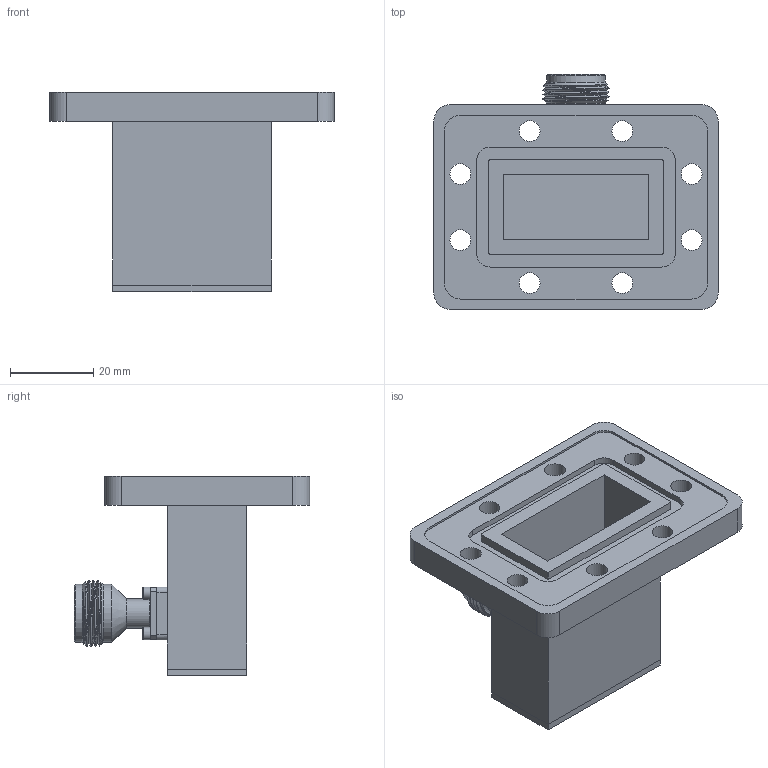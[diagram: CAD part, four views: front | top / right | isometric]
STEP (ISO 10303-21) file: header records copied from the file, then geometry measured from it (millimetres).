
FILE_DESCRIPTION (( 'STEP AP203' ), '1' );
FILE_NAME ('SMW137ACNG_3D.step', '2022-05-04T15:07:16', ( '' ), ( '' ), 'SwSTEP 2.0', 'SolidWorks 2021', '' );
FILE_SCHEMA (( 'CONFIG_CONTROL_DESIGN' ));
Length unit declared in the file: inch
Products named in the file (1): SMW137ACNG_3D
Bounding box: 68.3 x 56.5 x 48 mm (x, y, z)
Volume: 27274.1 mm3; surface area: 20396 mm2
Topology: 1 solids, 1 shells, 197 faces, 452 edges, 274 vertices
Faces by surface type: plane 111, cone 42, cylinder 40, bspline 3, torus 1
Full cylindrical faces by diameter (mm): 1.524 x1, 2.54 x1, 2.997 x4, 5 x8, 7.112 x1, 7.366 x1, 8.382 x1, 13.971 x2
Entity records: 7008 total; most frequent: CARTESIAN_POINT 2635, DIRECTION 900, ORIENTED_EDGE 822, EDGE_CURVE 411, AXIS2_PLACEMENT_3D 336, VERTEX_POINT 267, EDGE_LOOP 264, LINE 228
